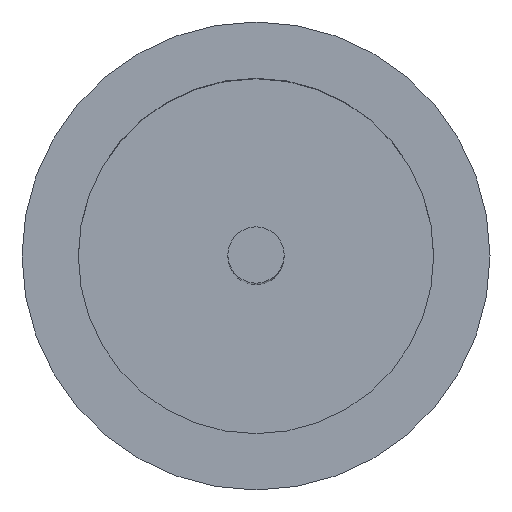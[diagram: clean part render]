
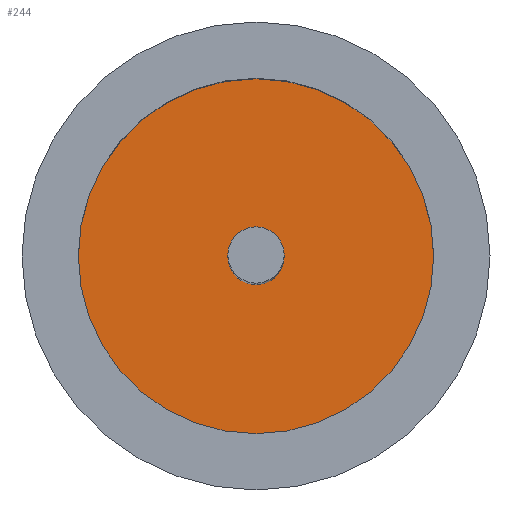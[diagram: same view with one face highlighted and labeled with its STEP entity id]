
A CAD part, top view. The second image highlights one B-rep face of the part: STEP entity #244.
In plain terms, the highlighted planar face has unit normal (0, 0, 1).
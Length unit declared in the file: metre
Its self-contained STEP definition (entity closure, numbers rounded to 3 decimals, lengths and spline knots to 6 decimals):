
#17=PLANE('',#287);
#35=CIRCLE('',#286,0.012628);
#36=CIRCLE('',#288,0.002);
#79=ORIENTED_EDGE('',*,*,#129,.F.);
#80=ORIENTED_EDGE('',*,*,#128,.T.);
#128=EDGE_CURVE('',#149,#149,#35,.T.);
#129=EDGE_CURVE('',#150,#150,#36,.T.);
#149=VERTEX_POINT('',#436);
#150=VERTEX_POINT('',#439);
#197=EDGE_LOOP('',(#79));
#198=EDGE_LOOP('',(#80));
#219=FACE_BOUND('',#197,.T.);
#220=FACE_BOUND('',#198,.T.);
#244=ADVANCED_FACE('',(#219,#220),#17,.T.);
#286=AXIS2_PLACEMENT_3D('',#435,#358,#359);
#287=AXIS2_PLACEMENT_3D('',#437,#360,#361);
#288=AXIS2_PLACEMENT_3D('',#438,#362,#363);
#358=DIRECTION('',(0.,0.,1.));
#359=DIRECTION('',(1.,0.,0.));
#360=DIRECTION('',(0.,0.,1.));
#361=DIRECTION('',(1.,0.,0.));
#362=DIRECTION('',(0.,0.,1.));
#363=DIRECTION('',(1.,0.,0.));
#435=CARTESIAN_POINT('',(0.1,0.,0.274262));
#436=CARTESIAN_POINT('',(0.112628,0.,0.274262));
#437=CARTESIAN_POINT('',(0.1,0.,0.274262));
#438=CARTESIAN_POINT('',(0.1,0.,0.274262));
#439=CARTESIAN_POINT('',(0.102,0.,0.274262));
